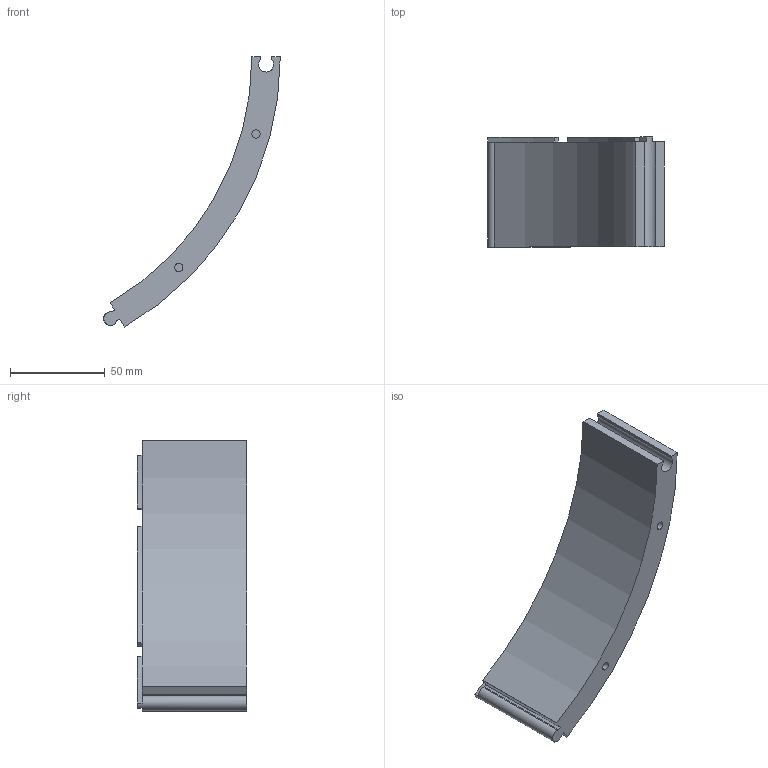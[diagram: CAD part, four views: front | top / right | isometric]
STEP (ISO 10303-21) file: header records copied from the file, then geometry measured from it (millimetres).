
FILE_DESCRIPTION (( 'STEP AP214' ), '1' );
FILE_NAME ('Wall_Inside_V2.STEP', '2024-09-17T18:57:28', ( '' ), ( '' ), 'SwSTEP 2.0', 'SolidWorks 2024', '' );
FILE_SCHEMA (( 'AUTOMOTIVE_DESIGN' ));
Length unit declared in the file: millimetre
Products named in the file (1): Wall_Inside_V2
Bounding box: 93.34 x 58 x 142.84 mm (x, y, z)
Volume: 136904.1 mm3; surface area: 27876.4 mm2
Topology: 1 solids, 1 shells, 45 faces, 123 edges, 82 vertices
Faces by surface type: plane 25, cylinder 20
Entity records: 1464 total; most frequent: DIRECTION 259, CARTESIAN_POINT 251, ORIENTED_EDGE 246, EDGE_CURVE 123, AXIS2_PLACEMENT_3D 90, VERTEX_POINT 82, VECTOR 79, LINE 79
